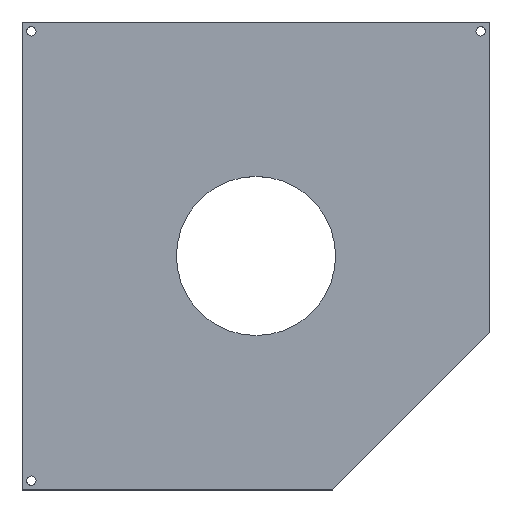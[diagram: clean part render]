
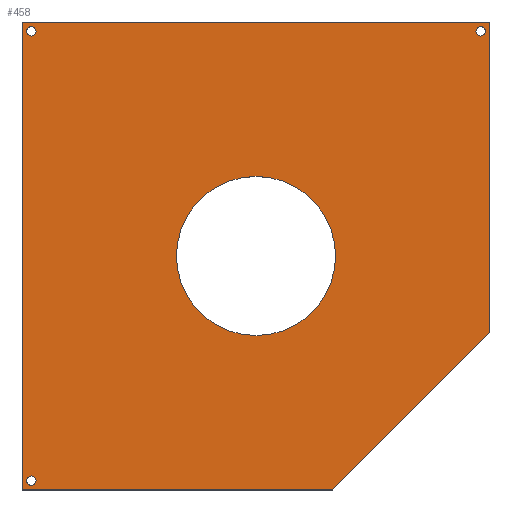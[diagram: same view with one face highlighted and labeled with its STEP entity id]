
A CAD part, top view. The second image highlights one B-rep face of the part: STEP entity #458.
In plain terms, the highlighted planar face has unit normal (0, 0, 1).
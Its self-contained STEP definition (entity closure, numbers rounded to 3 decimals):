
#1 = CIRCLE ( 'NONE', #91, 2.5 ) ;
#15 = EDGE_CURVE ( 'NONE', #564, #136, #283, .T. ) ;
#19 = ORIENTED_EDGE ( 'NONE', *, *, #37, .T. ) ;
#22 = DIRECTION ( 'NONE',  ( -1., 0., 0. ) ) ;
#24 = EDGE_LOOP ( 'NONE', ( #113, #532, #277, #412, #19 ) ) ;
#37 = EDGE_CURVE ( 'NONE', #433, #408, #58, .T. ) ;
#38 = AXIS2_PLACEMENT_3D ( 'NONE', #206, #288, #558 ) ;
#44 = DIRECTION ( 'NONE',  ( 1., 0., 0. ) ) ;
#45 = EDGE_CURVE ( 'NONE', #136, #564, #1, .T. ) ;
#47 = EDGE_CURVE ( 'NONE', #68, #170, #111, .T. ) ;
#58 = LINE ( 'NONE', #235, #243 ) ;
#68 = VERTEX_POINT ( 'NONE', #204 ) ;
#71 = CIRCLE ( 'NONE', #523, 2.5 ) ;
#84 = CARTESIAN_POINT ( 'NONE',  ( 166.012, 0., 3. ) ) ;
#88 = ORIENTED_EDGE ( 'NONE', *, *, #352, .F. ) ;
#91 = AXIS2_PLACEMENT_3D ( 'NONE', #150, #192, #146 ) ;
#95 = LINE ( 'NONE', #347, #223 ) ;
#99 = DIRECTION ( 'NONE',  ( 0., 1., 0. ) ) ;
#102 = ORIENTED_EDGE ( 'NONE', *, *, #45, .F. ) ;
#109 = EDGE_LOOP ( 'NONE', ( #88, #244 ) ) ;
#111 = CIRCLE ( 'NONE', #314, 2.5 ) ;
#113 = ORIENTED_EDGE ( 'NONE', *, *, #296, .T. ) ;
#127 = EDGE_CURVE ( 'NONE', #461, #241, #410, .T. ) ;
#130 = AXIS2_PLACEMENT_3D ( 'NONE', #379, #554, #293 ) ;
#135 = AXIS2_PLACEMENT_3D ( 'NONE', #251, #286, #548 ) ;
#136 = VERTEX_POINT ( 'NONE', #384 ) ;
#143 = CIRCLE ( 'NONE', #323, 2.5 ) ;
#144 = ORIENTED_EDGE ( 'NONE', *, *, #47, .F. ) ;
#145 = LINE ( 'NONE', #404, #477 ) ;
#146 = DIRECTION ( 'NONE',  ( 1., 0., 0. ) ) ;
#148 = VERTEX_POINT ( 'NONE', #559 ) ;
#149 = VERTEX_POINT ( 'NONE', #165 ) ;
#150 = CARTESIAN_POINT ( 'NONE',  ( 5., 245., 3. ) ) ;
#156 = DIRECTION ( 'NONE',  ( 1., 0., 0. ) ) ;
#165 = CARTESIAN_POINT ( 'NONE',  ( 167.5, 125., 3. ) ) ;
#167 = FACE_BOUND ( 'NONE', #203, .T. ) ;
#168 = AXIS2_PLACEMENT_3D ( 'NONE', #403, #240, #460 ) ;
#170 = VERTEX_POINT ( 'NONE', #209 ) ;
#171 = DIRECTION ( 'NONE',  ( 1., 0., 0. ) ) ;
#192 = DIRECTION ( 'NONE',  ( 0., 0., 1. ) ) ;
#193 = EDGE_LOOP ( 'NONE', ( #276, #102 ) ) ;
#203 = EDGE_LOOP ( 'NONE', ( #144, #217 ) ) ;
#204 = CARTESIAN_POINT ( 'NONE',  ( 2.5, 5., 3. ) ) ;
#206 = CARTESIAN_POINT ( 'NONE',  ( 125., 125., 3. ) ) ;
#209 = CARTESIAN_POINT ( 'NONE',  ( 7.5, 5., 3. ) ) ;
#217 = ORIENTED_EDGE ( 'NONE', *, *, #218, .F. ) ;
#218 = EDGE_CURVE ( 'NONE', #170, #68, #71, .T. ) ;
#223 = VECTOR ( 'NONE', #270, 1000. ) ;
#235 = CARTESIAN_POINT ( 'NONE',  ( 250., 250., 3. ) ) ;
#240 = DIRECTION ( 'NONE',  ( 0., 0., 1. ) ) ;
#241 = VERTEX_POINT ( 'NONE', #396 ) ;
#243 = VECTOR ( 'NONE', #22, 1000. ) ;
#244 = ORIENTED_EDGE ( 'NONE', *, *, #437, .F. ) ;
#251 = CARTESIAN_POINT ( 'NONE',  ( 245., 245., 3. ) ) ;
#270 = DIRECTION ( 'NONE',  ( 0.707, 0.707, 0. ) ) ;
#271 = VECTOR ( 'NONE', #321, 1000. ) ;
#276 = ORIENTED_EDGE ( 'NONE', *, *, #15, .F. ) ;
#277 = ORIENTED_EDGE ( 'NONE', *, *, #334, .T. ) ;
#283 = CIRCLE ( 'NONE', #168, 2.5 ) ;
#286 = DIRECTION ( 'NONE',  ( 0., 0., 1. ) ) ;
#288 = DIRECTION ( 'NONE',  ( 0., 0., 1. ) ) ;
#293 = DIRECTION ( 'NONE',  ( 1., 0., 0. ) ) ;
#296 = EDGE_CURVE ( 'NONE', #408, #545, #355, .T. ) ;
#300 = EDGE_CURVE ( 'NONE', #545, #335, #361, .T. ) ;
#314 = AXIS2_PLACEMENT_3D ( 'NONE', #327, #512, #156 ) ;
#316 = CARTESIAN_POINT ( 'NONE',  ( 247.5, 245., 3. ) ) ;
#317 = ORIENTED_EDGE ( 'NONE', *, *, #127, .F. ) ;
#318 = CARTESIAN_POINT ( 'NONE',  ( 0., 0., 3. ) ) ;
#321 = DIRECTION ( 'NONE',  ( 0., -1., 0. ) ) ;
#323 = AXIS2_PLACEMENT_3D ( 'NONE', #359, #326, #535 ) ;
#326 = DIRECTION ( 'NONE',  ( 0., 0., 1. ) ) ;
#327 = CARTESIAN_POINT ( 'NONE',  ( 5., 5., 3. ) ) ;
#334 = EDGE_CURVE ( 'NONE', #335, #148, #95, .T. ) ;
#335 = VERTEX_POINT ( 'NONE', #84 ) ;
#338 = EDGE_LOOP ( 'NONE', ( #422, #317 ) ) ;
#343 = FACE_BOUND ( 'NONE', #109, .T. ) ;
#347 = CARTESIAN_POINT ( 'NONE',  ( 166.012, 0., 3. ) ) ;
#352 = EDGE_CURVE ( 'NONE', #536, #149, #560, .T. ) ;
#355 = LINE ( 'NONE', #390, #271 ) ;
#359 = CARTESIAN_POINT ( 'NONE',  ( 245., 245., 3. ) ) ;
#361 = LINE ( 'NONE', #318, #392 ) ;
#375 = FACE_BOUND ( 'NONE', #193, .T. ) ;
#379 = CARTESIAN_POINT ( 'NONE',  ( 125., 125., 3. ) ) ;
#384 = CARTESIAN_POINT ( 'NONE',  ( 7.5, 245., 3. ) ) ;
#385 = CIRCLE ( 'NONE', #130, 42.5 ) ;
#390 = CARTESIAN_POINT ( 'NONE',  ( 0., 250., 3. ) ) ;
#392 = VECTOR ( 'NONE', #44, 1000. ) ;
#396 = CARTESIAN_POINT ( 'NONE',  ( 242.5, 245., 3. ) ) ;
#397 = AXIS2_PLACEMENT_3D ( 'NONE', #538, #449, #444 ) ;
#398 = CARTESIAN_POINT ( 'NONE',  ( 2.5, 245., 3. ) ) ;
#403 = CARTESIAN_POINT ( 'NONE',  ( 5., 245., 3. ) ) ;
#404 = CARTESIAN_POINT ( 'NONE',  ( 250., 83.988, 3. ) ) ;
#408 = VERTEX_POINT ( 'NONE', #429 ) ;
#410 = CIRCLE ( 'NONE', #135, 2.5 ) ;
#412 = ORIENTED_EDGE ( 'NONE', *, *, #492, .T. ) ;
#422 = ORIENTED_EDGE ( 'NONE', *, *, #519, .F. ) ;
#429 = CARTESIAN_POINT ( 'NONE',  ( 0., 250., 3. ) ) ;
#433 = VERTEX_POINT ( 'NONE', #551 ) ;
#437 = EDGE_CURVE ( 'NONE', #149, #536, #385, .T. ) ;
#439 = CARTESIAN_POINT ( 'NONE',  ( 5., 5., 3. ) ) ;
#444 = DIRECTION ( 'NONE',  ( 1., 0., 0. ) ) ;
#449 = DIRECTION ( 'NONE',  ( 0., 0., 1. ) ) ;
#455 = PLANE ( 'NONE',  #397 ) ;
#458 = ADVANCED_FACE ( 'NONE', ( #510, #343, #469, #167, #375 ), #455, .T. ) ;
#460 = DIRECTION ( 'NONE',  ( 1., 0., 0. ) ) ;
#461 = VERTEX_POINT ( 'NONE', #316 ) ;
#469 = FACE_OUTER_BOUND ( 'NONE', #24, .T. ) ;
#477 = VECTOR ( 'NONE', #99, 1000. ) ;
#489 = CARTESIAN_POINT ( 'NONE',  ( 0., 0., 3. ) ) ;
#492 = EDGE_CURVE ( 'NONE', #148, #433, #145, .T. ) ;
#493 = CARTESIAN_POINT ( 'NONE',  ( 82.5, 125., 3. ) ) ;
#510 = FACE_BOUND ( 'NONE', #338, .T. ) ;
#512 = DIRECTION ( 'NONE',  ( 0., 0., 1. ) ) ;
#519 = EDGE_CURVE ( 'NONE', #241, #461, #143, .T. ) ;
#522 = DIRECTION ( 'NONE',  ( 0., 0., 1. ) ) ;
#523 = AXIS2_PLACEMENT_3D ( 'NONE', #439, #522, #171 ) ;
#532 = ORIENTED_EDGE ( 'NONE', *, *, #300, .T. ) ;
#535 = DIRECTION ( 'NONE',  ( 1., 0., 0. ) ) ;
#536 = VERTEX_POINT ( 'NONE', #493 ) ;
#538 = CARTESIAN_POINT ( 'NONE',  ( 0., 0., 3. ) ) ;
#545 = VERTEX_POINT ( 'NONE', #489 ) ;
#548 = DIRECTION ( 'NONE',  ( 1., 0., 0. ) ) ;
#551 = CARTESIAN_POINT ( 'NONE',  ( 250., 250., 3. ) ) ;
#554 = DIRECTION ( 'NONE',  ( 0., 0., 1. ) ) ;
#558 = DIRECTION ( 'NONE',  ( 1., 0., 0. ) ) ;
#559 = CARTESIAN_POINT ( 'NONE',  ( 250., 83.988, 3. ) ) ;
#560 = CIRCLE ( 'NONE', #38, 42.5 ) ;
#564 = VERTEX_POINT ( 'NONE', #398 ) ;
